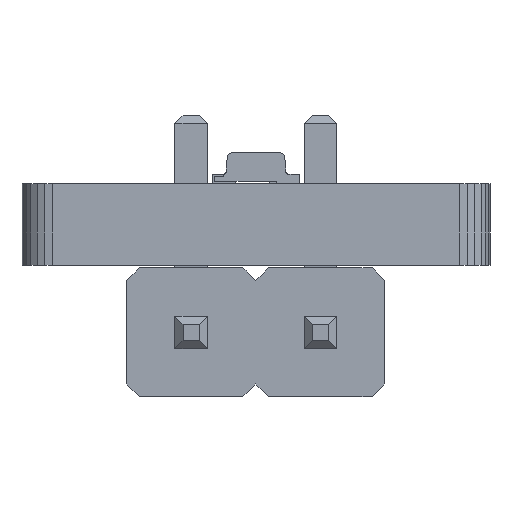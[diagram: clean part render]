
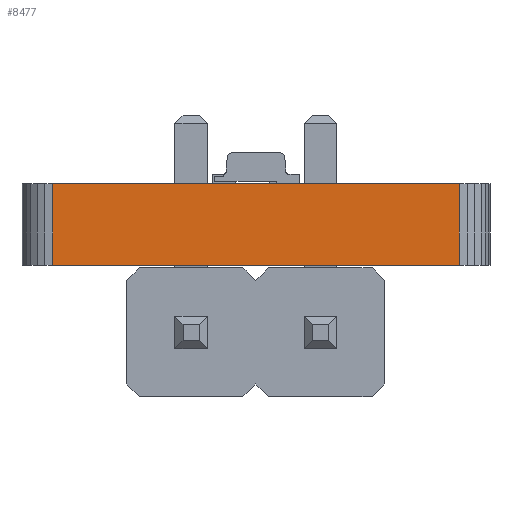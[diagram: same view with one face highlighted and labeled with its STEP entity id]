
A CAD part, front view. The second image highlights one B-rep face of the part: STEP entity #8477.
In plain terms, the highlighted planar face has unit normal (0, -1, 0).
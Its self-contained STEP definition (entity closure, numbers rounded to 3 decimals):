
#6160 = PLANE('',#6161);
#6161 = AXIS2_PLACEMENT_3D('',#6162,#6163,#6164);
#6162 = CARTESIAN_POINT('',(0.,-0.05,1.6));
#6163 = DIRECTION('',(-0.,-0.,-1.));
#6164 = DIRECTION('',(-1.,0.,0.));
#6214 = PLANE('',#6215);
#6215 = AXIS2_PLACEMENT_3D('',#6216,#6217,#6218);
#6216 = CARTESIAN_POINT('',(0.,-0.05,0.));
#6217 = DIRECTION('',(-0.,-0.,-1.));
#6218 = DIRECTION('',(-1.,0.,0.));
#6631 = VERTEX_POINT('',#6632);
#6632 = CARTESIAN_POINT('',(4.,-6.5,0.));
#6646 = PLANE('',#6647);
#6647 = AXIS2_PLACEMENT_3D('',#6648,#6649,#6650);
#6648 = CARTESIAN_POINT('',(4.155,-6.48,0.));
#6649 = DIRECTION('',(0.131,-0.991,0.));
#6650 = DIRECTION('',(-0.991,-0.131,0.));
#6658 = EDGE_CURVE('',#6631,#6659,#6661,.T.);
#6659 = VERTEX_POINT('',#6660);
#6660 = CARTESIAN_POINT('',(-4.,-6.5,0.));
#6661 = SURFACE_CURVE('',#6662,(#6666,#6673),.PCURVE_S1.);
#6662 = LINE('',#6663,#6664);
#6663 = CARTESIAN_POINT('',(4.,-6.5,0.));
#6664 = VECTOR('',#6665,1.);
#6665 = DIRECTION('',(-1.,0.,0.));
#6666 = PCURVE('',#6214,#6667);
#6667 = DEFINITIONAL_REPRESENTATION('',(#6668),#6672);
#6668 = LINE('',#6669,#6670);
#6669 = CARTESIAN_POINT('',(-4.,-6.45));
#6670 = VECTOR('',#6671,1.);
#6671 = DIRECTION('',(1.,0.));
#6672 = ( GEOMETRIC_REPRESENTATION_CONTEXT(2) 
PARAMETRIC_REPRESENTATION_CONTEXT() REPRESENTATION_CONTEXT('2D SPACE',''
  ) );
#6673 = PCURVE('',#6674,#6679);
#6674 = PLANE('',#6675);
#6675 = AXIS2_PLACEMENT_3D('',#6676,#6677,#6678);
#6676 = CARTESIAN_POINT('',(4.,-6.5,0.));
#6677 = DIRECTION('',(0.,-1.,0.));
#6678 = DIRECTION('',(-1.,0.,0.));
#6679 = DEFINITIONAL_REPRESENTATION('',(#6680),#6684);
#6680 = LINE('',#6681,#6682);
#6681 = CARTESIAN_POINT('',(0.,-0.));
#6682 = VECTOR('',#6683,1.);
#6683 = DIRECTION('',(1.,0.));
#6684 = ( GEOMETRIC_REPRESENTATION_CONTEXT(2) 
PARAMETRIC_REPRESENTATION_CONTEXT() REPRESENTATION_CONTEXT('2D SPACE',''
  ) );
#6702 = PLANE('',#6703);
#6703 = AXIS2_PLACEMENT_3D('',#6704,#6705,#6706);
#6704 = CARTESIAN_POINT('',(-4.,-6.5,0.));
#6705 = DIRECTION('',(-0.131,-0.991,0.));
#6706 = DIRECTION('',(-0.991,0.131,0.));
#7425 = VERTEX_POINT('',#7426);
#7426 = CARTESIAN_POINT('',(4.,-6.5,1.6));
#7447 = EDGE_CURVE('',#7425,#7448,#7450,.T.);
#7448 = VERTEX_POINT('',#7449);
#7449 = CARTESIAN_POINT('',(-4.,-6.5,1.6));
#7450 = SURFACE_CURVE('',#7451,(#7455,#7462),.PCURVE_S1.);
#7451 = LINE('',#7452,#7453);
#7452 = CARTESIAN_POINT('',(4.,-6.5,1.6));
#7453 = VECTOR('',#7454,1.);
#7454 = DIRECTION('',(-1.,0.,0.));
#7455 = PCURVE('',#6160,#7456);
#7456 = DEFINITIONAL_REPRESENTATION('',(#7457),#7461);
#7457 = LINE('',#7458,#7459);
#7458 = CARTESIAN_POINT('',(-4.,-6.45));
#7459 = VECTOR('',#7460,1.);
#7460 = DIRECTION('',(1.,0.));
#7461 = ( GEOMETRIC_REPRESENTATION_CONTEXT(2) 
PARAMETRIC_REPRESENTATION_CONTEXT() REPRESENTATION_CONTEXT('2D SPACE',''
  ) );
#7462 = PCURVE('',#6674,#7463);
#7463 = DEFINITIONAL_REPRESENTATION('',(#7464),#7468);
#7464 = LINE('',#7465,#7466);
#7465 = CARTESIAN_POINT('',(0.,-1.6));
#7466 = VECTOR('',#7467,1.);
#7467 = DIRECTION('',(1.,0.));
#7468 = ( GEOMETRIC_REPRESENTATION_CONTEXT(2) 
PARAMETRIC_REPRESENTATION_CONTEXT() REPRESENTATION_CONTEXT('2D SPACE',''
  ) );
#8429 = EDGE_CURVE('',#6631,#7425,#8430,.T.);
#8430 = SURFACE_CURVE('',#8431,(#8435,#8442),.PCURVE_S1.);
#8431 = LINE('',#8432,#8433);
#8432 = CARTESIAN_POINT('',(4.,-6.5,0.));
#8433 = VECTOR('',#8434,1.);
#8434 = DIRECTION('',(0.,0.,1.));
#8435 = PCURVE('',#6646,#8436);
#8436 = DEFINITIONAL_REPRESENTATION('',(#8437),#8441);
#8437 = LINE('',#8438,#8439);
#8438 = CARTESIAN_POINT('',(0.157,0.));
#8439 = VECTOR('',#8440,1.);
#8440 = DIRECTION('',(0.,-1.));
#8441 = ( GEOMETRIC_REPRESENTATION_CONTEXT(2) 
PARAMETRIC_REPRESENTATION_CONTEXT() REPRESENTATION_CONTEXT('2D SPACE',''
  ) );
#8442 = PCURVE('',#6674,#8443);
#8443 = DEFINITIONAL_REPRESENTATION('',(#8444),#8448);
#8444 = LINE('',#8445,#8446);
#8445 = CARTESIAN_POINT('',(0.,-0.));
#8446 = VECTOR('',#8447,1.);
#8447 = DIRECTION('',(0.,-1.));
#8448 = ( GEOMETRIC_REPRESENTATION_CONTEXT(2) 
PARAMETRIC_REPRESENTATION_CONTEXT() REPRESENTATION_CONTEXT('2D SPACE',''
  ) );
#8477 = ADVANCED_FACE('',(#8478),#6674,.T.);
#8478 = FACE_BOUND('',#8479,.T.);
#8479 = EDGE_LOOP('',(#8480,#8481,#8482,#8503));
#8480 = ORIENTED_EDGE('',*,*,#8429,.T.);
#8481 = ORIENTED_EDGE('',*,*,#7447,.T.);
#8482 = ORIENTED_EDGE('',*,*,#8483,.F.);
#8483 = EDGE_CURVE('',#6659,#7448,#8484,.T.);
#8484 = SURFACE_CURVE('',#8485,(#8489,#8496),.PCURVE_S1.);
#8485 = LINE('',#8486,#8487);
#8486 = CARTESIAN_POINT('',(-4.,-6.5,0.));
#8487 = VECTOR('',#8488,1.);
#8488 = DIRECTION('',(0.,0.,1.));
#8489 = PCURVE('',#6674,#8490);
#8490 = DEFINITIONAL_REPRESENTATION('',(#8491),#8495);
#8491 = LINE('',#8492,#8493);
#8492 = CARTESIAN_POINT('',(8.,0.));
#8493 = VECTOR('',#8494,1.);
#8494 = DIRECTION('',(0.,-1.));
#8495 = ( GEOMETRIC_REPRESENTATION_CONTEXT(2) 
PARAMETRIC_REPRESENTATION_CONTEXT() REPRESENTATION_CONTEXT('2D SPACE',''
  ) );
#8496 = PCURVE('',#6702,#8497);
#8497 = DEFINITIONAL_REPRESENTATION('',(#8498),#8502);
#8498 = LINE('',#8499,#8500);
#8499 = CARTESIAN_POINT('',(0.,0.));
#8500 = VECTOR('',#8501,1.);
#8501 = DIRECTION('',(0.,-1.));
#8502 = ( GEOMETRIC_REPRESENTATION_CONTEXT(2) 
PARAMETRIC_REPRESENTATION_CONTEXT() REPRESENTATION_CONTEXT('2D SPACE',''
  ) );
#8503 = ORIENTED_EDGE('',*,*,#6658,.F.);
